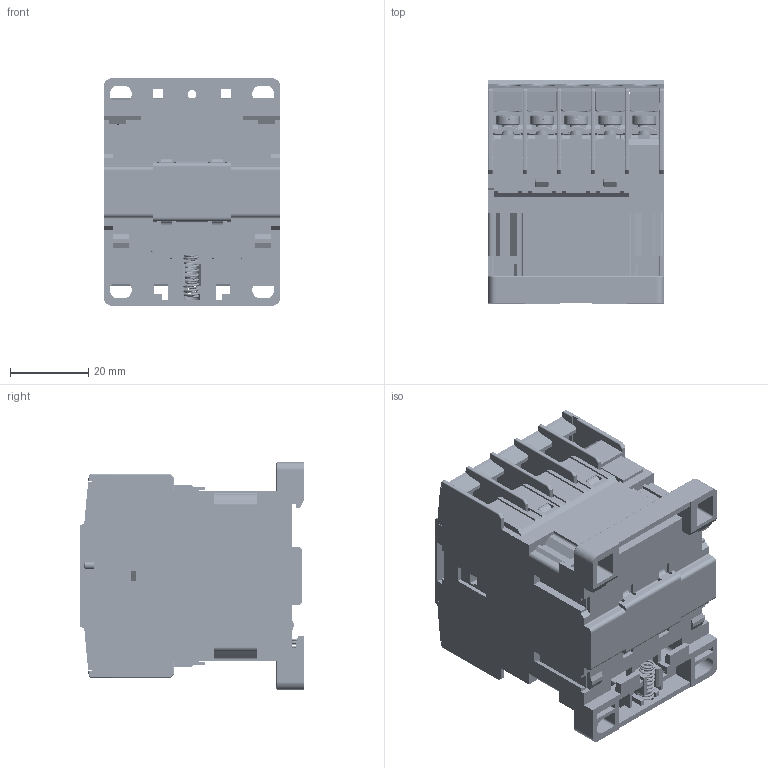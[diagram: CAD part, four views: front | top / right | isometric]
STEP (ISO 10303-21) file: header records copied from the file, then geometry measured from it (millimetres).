
FILE_DESCRIPTION((''),'2;1');
FILE_NAME('TOTAL_RIV_A_P1_SW0003','2018-11-06T',('hijang'),(''),'CREO PARAMETRIC BY PTC INC, 2015380','CREO PARAMETRIC BY PTC INC, 2015380','');
FILE_SCHEMA(('CONFIG_CONTROL_DESIGN'));
Products named in the file (1): TOTAL_RIV_A_P1_SW0003
Bounding box: 45 x 57 x 58 mm (x, y, z)
Volume: 54734.9 mm3; surface area: 79752.2 mm2
Topology: 2 solids, 2 shells, 6892 faces, 19563 edges, 12411 vertices
Faces by surface type: plane 4473, cylinder 1780, torus 398, bspline 163, cone 48, sphere 30
Entity records: 264665 total; most frequent: CARTESIAN_POINT 85790, ORIENTED_EDGE 39124, DIRECTION 35278, EDGE_CURVE 19562, VECTOR 14324, LINE 14324, VERTEX_POINT 12411, AXIS2_PLACEMENT_3D 10477
